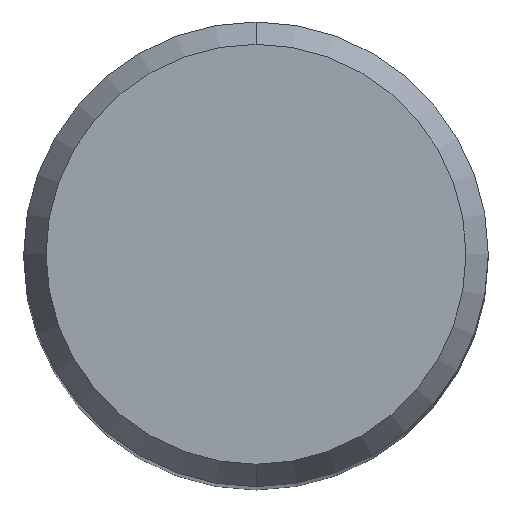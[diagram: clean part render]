
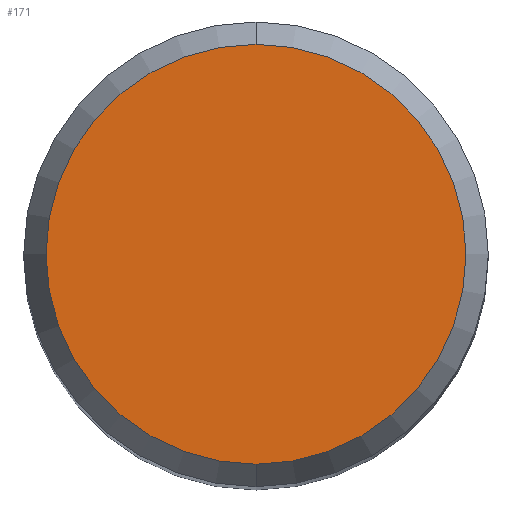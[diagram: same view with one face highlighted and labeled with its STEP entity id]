
A CAD part, top view. The second image highlights one B-rep face of the part: STEP entity #171.
In plain terms, the highlighted planar face has unit normal (0, 0, 1).
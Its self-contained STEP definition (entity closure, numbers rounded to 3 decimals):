
#111=EDGE_CURVE('',#179,#197,#262,.T.);
#137=EDGE_CURVE('',#197,#179,#292,.T.);
#171=ADVANCED_FACE('',(#331),#332,.T.);
#179=VERTEX_POINT('',#340);
#197=VERTEX_POINT('',#362);
#262=CIRCLE('',#425,4.304);
#292=CIRCLE('',#461,4.304);
#331=FACE_OUTER_BOUND('',#510,.T.);
#332=PLANE('',#511);
#340=CARTESIAN_POINT('',(0.0,4.304,0.0));
#362=CARTESIAN_POINT('',(0.,-4.304,0.0));
#425=AXIS2_PLACEMENT_3D('',#607,#608,#609);
#461=AXIS2_PLACEMENT_3D('',#657,#658,#659);
#510=EDGE_LOOP('',(#706,#707));
#511=AXIS2_PLACEMENT_3D('',#708,#709,#710);
#607=CARTESIAN_POINT('',(0.0,0.0,0.0));
#608=DIRECTION('',(0.0,0.0,-1.0));
#609=DIRECTION('',(0.0,1.0,0.0));
#657=CARTESIAN_POINT('',(0.0,0.0,0.0));
#658=DIRECTION('',(0.0,0.0,-1.0));
#659=DIRECTION('',(0.0,1.0,0.0));
#706=ORIENTED_EDGE('',*,*,#111,.F.);
#707=ORIENTED_EDGE('',*,*,#137,.F.);
#708=CARTESIAN_POINT('',(0.0,2.152,0.0));
#709=DIRECTION('',(-0.0,0.0,1.0));
#710=DIRECTION('',(0.0,-1.0,0.0));
